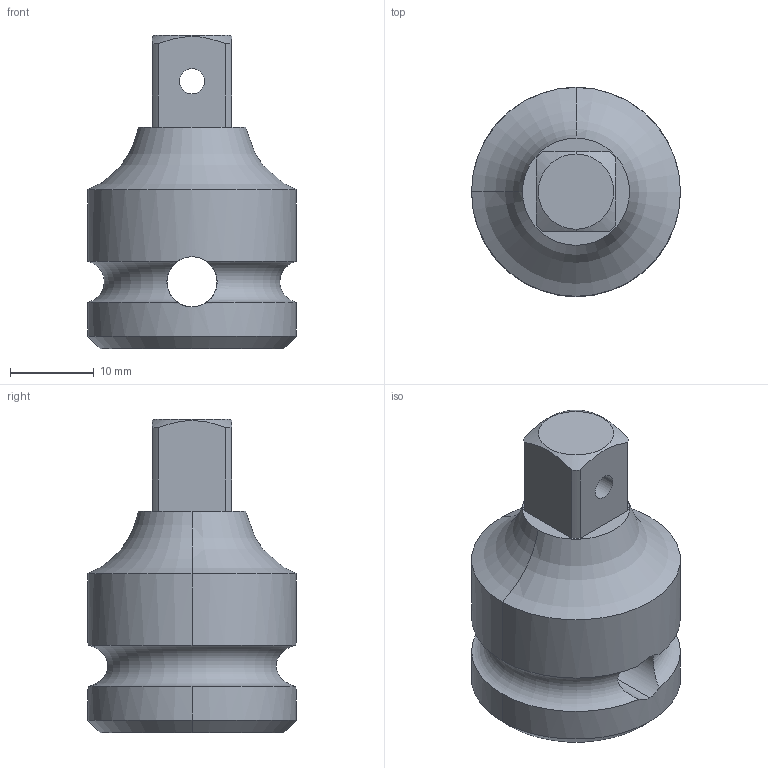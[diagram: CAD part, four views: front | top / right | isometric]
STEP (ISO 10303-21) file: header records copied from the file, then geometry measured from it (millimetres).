
FILE_DESCRIPTION((''),'2;1');
FILE_NAME('4027133520','2023-08-22T12:30:49',('A00565553'),(''),'CREO PARAMETRIC BY PTC INC, 2022414','CREO PARAMETRIC BY PTC INC, 2022414','');
FILE_SCHEMA(('CONFIG_CONTROL_DESIGN','GEOMETRIC_VALIDATION_PROPERTIES_MIM'));
Length unit declared in the file: millimetre
Products named in the file (1): 4027133520
Bounding box: 25 x 25 x 37.5 mm (x, y, z)
Volume: 8371.7 mm3; surface area: 3965.1 mm2
Topology: 1 solids, 1 shells, 48 faces, 130 edges, 83 vertices
Faces by surface type: cylinder 19, plane 17, cone 8, torus 4
Entity records: 2234 total; most frequent: CARTESIAN_POINT 520, ORIENTED_EDGE 260, DIRECTION 242, PRESENTATION_STYLE_ASSIGNMENT 131, STYLED_ITEM 131, CURVE_STYLE 130, EDGE_CURVE 130, AXIS2_PLACEMENT_3D 97
